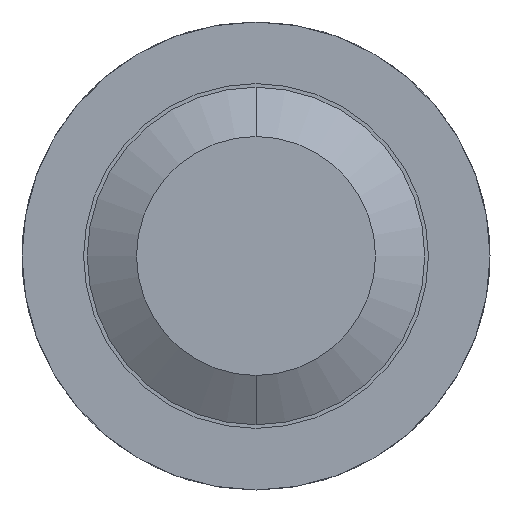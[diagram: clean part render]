
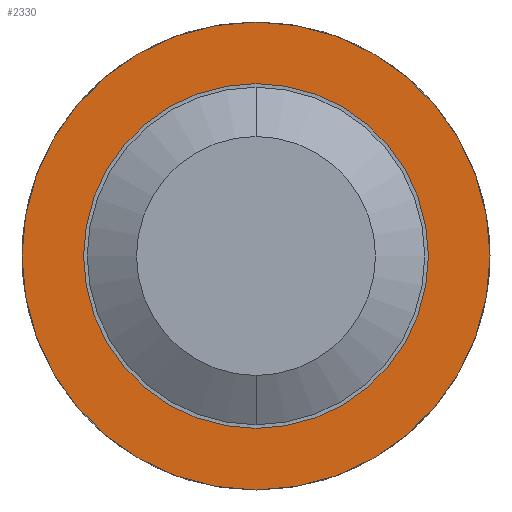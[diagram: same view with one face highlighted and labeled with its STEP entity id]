
A CAD part, front view. The second image highlights one B-rep face of the part: STEP entity #2330.
In plain terms, the highlighted planar face has unit normal (0, -1, 0).
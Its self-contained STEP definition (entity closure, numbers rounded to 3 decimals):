
#33 = DIRECTION ( 'NONE',  ( 0., 1., 0. ) ) ;
#82 = AXIS2_PLACEMENT_3D ( 'NONE', #2857, #338, #1731 ) ;
#254 = VERTEX_POINT ( 'NONE', #1340 ) ;
#338 = DIRECTION ( 'NONE',  ( 0., 1., 0. ) ) ;
#355 = EDGE_LOOP ( 'NONE', ( #2964, #1984 ) ) ;
#474 = VERTEX_POINT ( 'NONE', #1293 ) ;
#490 = DIRECTION ( 'NONE',  ( 0., 0., 1. ) ) ;
#505 = AXIS2_PLACEMENT_3D ( 'NONE', #1766, #1521, #2963 ) ;
#608 = CIRCLE ( 'NONE', #82, 0.685 ) ;
#1101 = AXIS2_PLACEMENT_3D ( 'NONE', #1494, #33, #1476 ) ;
#1293 = CARTESIAN_POINT ( 'NONE',  ( 0., -2.5, -0.685 ) ) ;
#1327 = CARTESIAN_POINT ( 'NONE',  ( 0.95, -2.5, 0. ) ) ;
#1340 = CARTESIAN_POINT ( 'NONE',  ( 0., -2.5, 0.95 ) ) ;
#1350 = FACE_OUTER_BOUND ( 'NONE', #355, .T. ) ;
#1351 = ORIENTED_EDGE ( 'NONE', *, *, #1762, .T. ) ;
#1407 = CARTESIAN_POINT ( 'NONE',  ( 0., -2.5, 0.685 ) ) ;
#1476 = DIRECTION ( 'NONE',  ( 0., 0., 1. ) ) ;
#1494 = CARTESIAN_POINT ( 'NONE',  ( 0., -2.5, 0. ) ) ;
#1521 = DIRECTION ( 'NONE',  ( 0., 1., 0. ) ) ;
#1649 = VERTEX_POINT ( 'NONE', #2265 ) ;
#1731 = DIRECTION ( 'NONE',  ( 0., 0., 1. ) ) ;
#1762 = EDGE_CURVE ( 'Defeature ausgef�hrt2_16+Defeature ausgef�hrt2_10+Defeature ausgef�hrt2_10+Defeature ausgef�hrt2_10', #3420, #474, #1947, .T. ) ;
#1766 = CARTESIAN_POINT ( 'NONE',  ( 0., -2.5, 0. ) ) ;
#1838 = EDGE_LOOP ( 'NONE', ( #1351, #2469 ) ) ;
#1909 = DIRECTION ( 'NONE',  ( 0., 1., 0. ) ) ;
#1947 = CIRCLE ( 'NONE', #2188, 0.685 ) ;
#1984 = ORIENTED_EDGE ( 'NONE', *, *, #3577, .F. ) ;
#2046 = DIRECTION ( 'NONE',  ( 0., 1., 0. ) ) ;
#2103 = CARTESIAN_POINT ( 'NONE',  ( 0., -2.5, 0. ) ) ;
#2116 = CIRCLE ( 'NONE', #505, 0.95 ) ;
#2188 = AXIS2_PLACEMENT_3D ( 'NONE', #2103, #2046, #2403 ) ;
#2265 = CARTESIAN_POINT ( 'NONE',  ( 0., -2.5, -0.95 ) ) ;
#2330 = ADVANCED_FACE ( 'Defeature ausgef�hrt2_16', ( #1350, #3115 ), #2755, .F. ) ;
#2403 = DIRECTION ( 'NONE',  ( 0., 0., 1. ) ) ;
#2418 = EDGE_CURVE ( 'Defeature ausgef�hrt2_16+Defeature ausgef�hrt2_10+Defeature ausgef�hrt2_10+Defeature ausgef�hrt2_10', #474, #3420, #608, .T. ) ;
#2469 = ORIENTED_EDGE ( 'NONE', *, *, #2418, .T. ) ;
#2755 = PLANE ( 'NONE',  #2881 ) ;
#2857 = CARTESIAN_POINT ( 'NONE',  ( 0., -2.5, 0. ) ) ;
#2881 = AXIS2_PLACEMENT_3D ( 'NONE', #1327, #1909, #490 ) ;
#2963 = DIRECTION ( 'NONE',  ( 0., 0., 1. ) ) ;
#2964 = ORIENTED_EDGE ( 'NONE', *, *, #3315, .F. ) ;
#3115 = FACE_BOUND ( 'NONE', #1838, .T. ) ;
#3315 = EDGE_CURVE ( 'Defeature ausgef�hrt2_15+Defeature ausgef�hrt2_16+Defeature ausgef�hrt2_16+Defeature ausgef�hrt2_16', #254, #1649, #2116, .T. ) ;
#3320 = CIRCLE ( 'NONE', #1101, 0.95 ) ;
#3420 = VERTEX_POINT ( 'NONE', #1407 ) ;
#3577 = EDGE_CURVE ( 'Defeature ausgef�hrt2_15+Defeature ausgef�hrt2_16+Defeature ausgef�hrt2_16+Defeature ausgef�hrt2_16', #1649, #254, #3320, .T. ) ;
